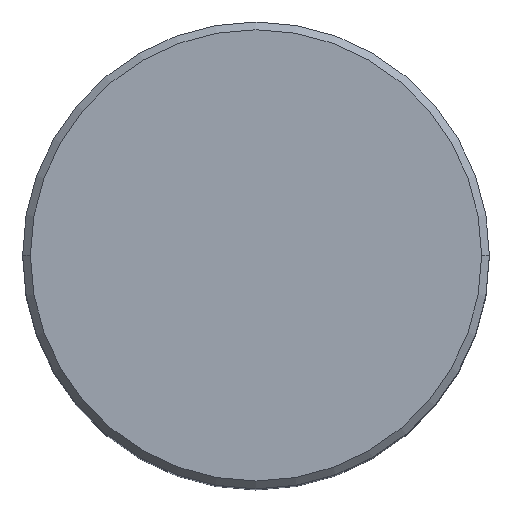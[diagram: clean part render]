
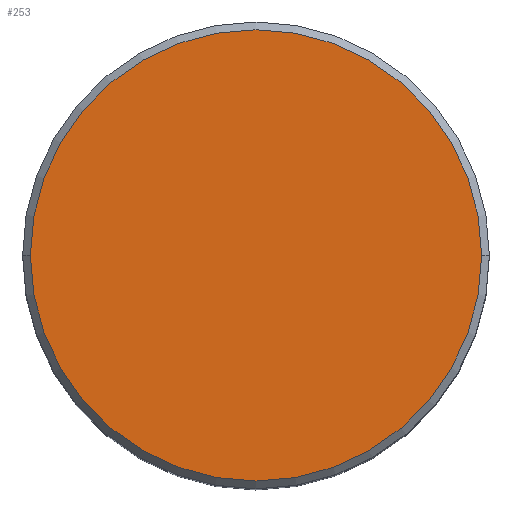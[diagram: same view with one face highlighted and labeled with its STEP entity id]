
A CAD part, top view. The second image highlights one B-rep face of the part: STEP entity #253.
In plain terms, the highlighted planar face has unit normal (0, 0, 1).
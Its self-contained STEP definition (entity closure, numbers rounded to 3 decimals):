
#25 = CARTESIAN_POINT ( 'NONE',  ( 0., 0., 0. ) ) ;
#26 = VERTEX_POINT ( 'NONE', #501 ) ;
#48 = VERTEX_POINT ( 'NONE', #537 ) ;
#91 = AXIS2_PLACEMENT_3D ( 'NONE', #513, #381, #553 ) ;
#119 = DIRECTION ( 'NONE',  ( 1., 0., 0. ) ) ;
#159 = DIRECTION ( 'NONE',  ( 1., 0., 0. ) ) ;
#163 = AXIS2_PLACEMENT_3D ( 'NONE', #25, #295, #119 ) ;
#191 = EDGE_CURVE ( 'NONE', #26, #48, #300, .T. ) ;
#226 = EDGE_CURVE ( 'NONE', #48, #26, #312, .T. ) ;
#238 = AXIS2_PLACEMENT_3D ( 'NONE', #245, #375, #159 ) ;
#245 = CARTESIAN_POINT ( 'NONE',  ( 0., 0., 0. ) ) ;
#253 = ADVANCED_FACE ( 'NONE', ( #255 ), #429, .T. ) ;
#255 = FACE_OUTER_BOUND ( 'NONE', #569, .T. ) ;
#295 = DIRECTION ( 'NONE',  ( 0., 0., 1. ) ) ;
#300 = CIRCLE ( 'NONE', #163, 14.5 ) ;
#312 = CIRCLE ( 'NONE', #238, 14.5 ) ;
#375 = DIRECTION ( 'NONE',  ( 0., 0., 1. ) ) ;
#381 = DIRECTION ( 'NONE',  ( 0., 0., 1. ) ) ;
#403 = ORIENTED_EDGE ( 'NONE', *, *, #226, .T. ) ;
#404 = ORIENTED_EDGE ( 'NONE', *, *, #191, .T. ) ;
#429 = PLANE ( 'NONE',  #91 ) ;
#501 = CARTESIAN_POINT ( 'NONE',  ( -14.5, 0., 0. ) ) ;
#513 = CARTESIAN_POINT ( 'NONE',  ( 0., 0., 0. ) ) ;
#537 = CARTESIAN_POINT ( 'NONE',  ( 14.5, 0., 0. ) ) ;
#553 = DIRECTION ( 'NONE',  ( 1., 0., 0. ) ) ;
#569 = EDGE_LOOP ( 'NONE', ( #404, #403 ) ) ;
